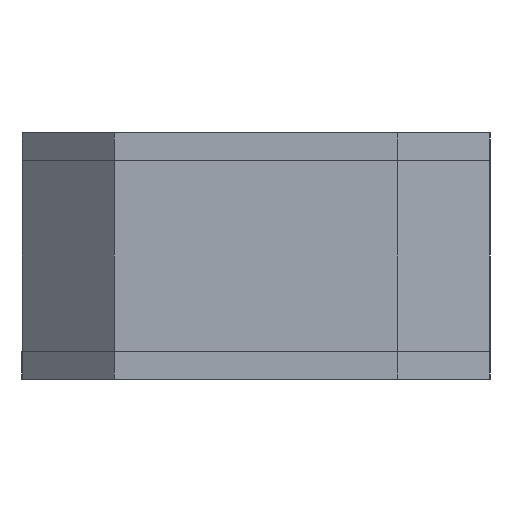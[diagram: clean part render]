
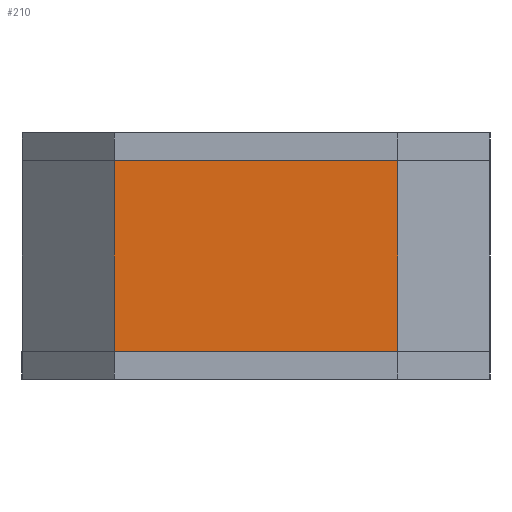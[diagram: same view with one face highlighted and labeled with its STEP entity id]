
A CAD part, left-side view. The second image highlights one B-rep face of the part: STEP entity #210.
In plain terms, the highlighted planar face has unit normal (-1, 0, 0).
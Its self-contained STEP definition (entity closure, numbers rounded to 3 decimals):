
#14 = LINE ( 'NONE', #2707, #660 ) ;
#30 = ORIENTED_EDGE ( 'NONE', *, *, #2084, .T. ) ;
#94 = VERTEX_POINT ( 'NONE', #2380 ) ;
#210 = ADVANCED_FACE ( 'NONE', ( #1454 ), #688, .F. ) ;
#306 = EDGE_CURVE ( 'NONE', #546, #94, #14, .T. ) ;
#312 = VECTOR ( 'NONE', #1996, 1000. ) ;
#460 = CARTESIAN_POINT ( 'NONE',  ( -104., -23., 31. ) ) ;
#546 = VERTEX_POINT ( 'NONE', #2323 ) ;
#604 = VERTEX_POINT ( 'NONE', #1690 ) ;
#660 = VECTOR ( 'NONE', #1162, 1000. ) ;
#688 = PLANE ( 'NONE',  #2305 ) ;
#718 = ORIENTED_EDGE ( 'NONE', *, *, #1010, .F. ) ;
#792 = VECTOR ( 'NONE', #2269, 1000. ) ;
#840 = CARTESIAN_POINT ( 'NONE',  ( -104., -23., 0. ) ) ;
#854 = CARTESIAN_POINT ( 'NONE',  ( -104., 23., 31. ) ) ;
#894 = LINE ( 'NONE', #854, #312 ) ;
#909 = DIRECTION ( 'NONE',  ( 1., 0., 0. ) ) ;
#934 = VERTEX_POINT ( 'NONE', #1569 ) ;
#1008 = VECTOR ( 'NONE', #2201, 1000. ) ;
#1010 = EDGE_CURVE ( 'NONE', #94, #604, #2550, .T. ) ;
#1074 = LINE ( 'NONE', #840, #1008 ) ;
#1162 = DIRECTION ( 'NONE',  ( 0., -1., 0. ) ) ;
#1427 = EDGE_CURVE ( 'NONE', #934, #604, #1074, .T. ) ;
#1454 = FACE_OUTER_BOUND ( 'NONE', #2222, .T. ) ;
#1569 = CARTESIAN_POINT ( 'NONE',  ( -104., 23., 0. ) ) ;
#1600 = ORIENTED_EDGE ( 'NONE', *, *, #1427, .T. ) ;
#1690 = CARTESIAN_POINT ( 'NONE',  ( -104., -23., 0. ) ) ;
#1908 = ORIENTED_EDGE ( 'NONE', *, *, #306, .F. ) ;
#1996 = DIRECTION ( 'NONE',  ( 0., 0., -1. ) ) ;
#2040 = CARTESIAN_POINT ( 'NONE',  ( -104., -23., 31. ) ) ;
#2084 = EDGE_CURVE ( 'NONE', #546, #934, #894, .T. ) ;
#2201 = DIRECTION ( 'NONE',  ( 0., -1., 0. ) ) ;
#2222 = EDGE_LOOP ( 'NONE', ( #1600, #718, #1908, #30 ) ) ;
#2269 = DIRECTION ( 'NONE',  ( 0., 0., -1. ) ) ;
#2305 = AXIS2_PLACEMENT_3D ( 'NONE', #460, #909, #2437 ) ;
#2323 = CARTESIAN_POINT ( 'NONE',  ( -104., 23., 31. ) ) ;
#2380 = CARTESIAN_POINT ( 'NONE',  ( -104., -23., 31. ) ) ;
#2437 = DIRECTION ( 'NONE',  ( 0., 0., -1. ) ) ;
#2550 = LINE ( 'NONE', #2040, #792 ) ;
#2707 = CARTESIAN_POINT ( 'NONE',  ( -104., -23., 31. ) ) ;
